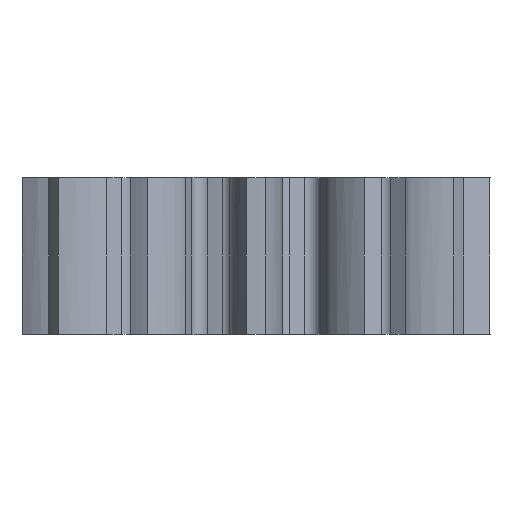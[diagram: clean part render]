
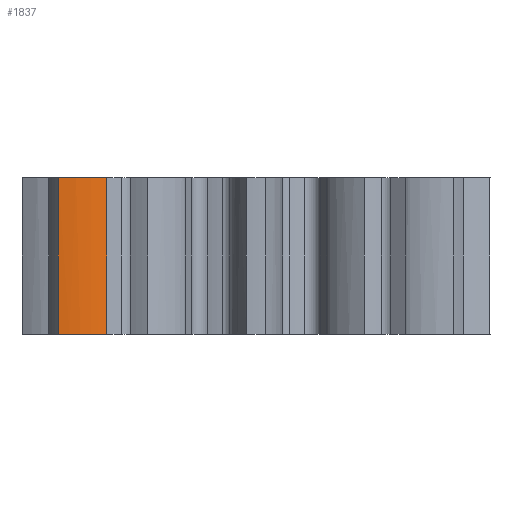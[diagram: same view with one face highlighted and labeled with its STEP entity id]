
A CAD part, front view. The second image highlights one B-rep face of the part: STEP entity #1837.
In plain terms, the highlighted free-form (B-spline) face has degree [3, 1] with [13, 2] control points.
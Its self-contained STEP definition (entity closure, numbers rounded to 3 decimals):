
#208=FACE_OUTER_BOUND('',#307,.T.);
#307=EDGE_LOOP('',(#1285,#1286,#1287,#1288));
#416=LINE('',#2906,#561);
#417=LINE('',#2961,#562);
#561=VECTOR('',#2183,10.);
#562=VECTOR('',#2184,10.);
#690=B_SPLINE_CURVE_WITH_KNOTS('',3,(#2934,#2935,#2936,#2937,#2938,#2939,
#2940,#2941,#2942,#2943,#2944,#2945,#2946),.UNSPECIFIED.,.F.,.F.,(4,3,3,
3,4),(-0.99,-0.958,-0.401,-0.127,
0.),.UNSPECIFIED.);
#691=B_SPLINE_CURVE_WITH_KNOTS('',3,(#2948,#2949,#2950,#2951,#2952,#2953,
#2954,#2955,#2956,#2957,#2958,#2959,#2960),.UNSPECIFIED.,.F.,.F.,(4,3,3,
3,4),(0.,0.127,0.401,0.958,0.99),
 .UNSPECIFIED.);
#764=VERTEX_POINT('',#2902);
#765=VERTEX_POINT('',#2904);
#766=VERTEX_POINT('',#2933);
#767=VERTEX_POINT('',#2947);
#976=EDGE_CURVE('',#764,#765,#416,.T.);
#977=EDGE_CURVE('',#764,#766,#690,.T.);
#978=EDGE_CURVE('',#767,#765,#691,.T.);
#979=EDGE_CURVE('',#766,#767,#417,.T.);
#1285=ORIENTED_EDGE('',*,*,#977,.F.);
#1286=ORIENTED_EDGE('',*,*,#976,.T.);
#1287=ORIENTED_EDGE('',*,*,#978,.F.);
#1288=ORIENTED_EDGE('',*,*,#979,.F.);
#1800=B_SPLINE_SURFACE_WITH_KNOTS('',3,1,((#2907,#2908),(#2909,#2910),(#2911,
#2912),(#2913,#2914),(#2915,#2916),(#2917,#2918),(#2919,#2920),(#2921,#2922),
(#2923,#2924),(#2925,#2926),(#2927,#2928),(#2929,#2930),(#2931,#2932)),
 .UNSPECIFIED.,.F.,.F.,.F.,(4,3,3,3,4),(2,2),(0.,0.127,0.401,
0.958,0.99),(0.,0.7),.UNSPECIFIED.);
#1837=ADVANCED_FACE('',(#208),#1800,.T.);
#2183=DIRECTION('',(0.,0.,-1.));
#2184=DIRECTION('',(0.,0.,-1.));
#2902=CARTESIAN_POINT('',(6.766,-14.6,7.));
#2904=CARTESIAN_POINT('',(6.766,-14.6,0.));
#2906=CARTESIAN_POINT('',(6.766,-14.6,7.));
#2907=CARTESIAN_POINT('Ctrl Pts',(8.925,-14.209,7.));
#2908=CARTESIAN_POINT('Ctrl Pts',(8.925,-14.209,0.));
#2909=CARTESIAN_POINT('Ctrl Pts',(8.855,-14.264,7.));
#2910=CARTESIAN_POINT('Ctrl Pts',(8.855,-14.264,0.));
#2911=CARTESIAN_POINT('Ctrl Pts',(8.777,-14.297,7.));
#2912=CARTESIAN_POINT('Ctrl Pts',(8.777,-14.297,0.));
#2913=CARTESIAN_POINT('Ctrl Pts',(8.7,-14.331,7.));
#2914=CARTESIAN_POINT('Ctrl Pts',(8.7,-14.331,0.));
#2915=CARTESIAN_POINT('Ctrl Pts',(8.524,-14.411,7.));
#2916=CARTESIAN_POINT('Ctrl Pts',(8.524,-14.411,0.));
#2917=CARTESIAN_POINT('Ctrl Pts',(8.332,-14.467,7.));
#2918=CARTESIAN_POINT('Ctrl Pts',(8.332,-14.467,0.));
#2919=CARTESIAN_POINT('Ctrl Pts',(8.134,-14.51,7.));
#2920=CARTESIAN_POINT('Ctrl Pts',(8.134,-14.51,0.));
#2921=CARTESIAN_POINT('Ctrl Pts',(7.731,-14.598,7.));
#2922=CARTESIAN_POINT('Ctrl Pts',(7.731,-14.598,0.));
#2923=CARTESIAN_POINT('Ctrl Pts',(7.295,-14.626,7.));
#2924=CARTESIAN_POINT('Ctrl Pts',(7.295,-14.626,0.));
#2925=CARTESIAN_POINT('Ctrl Pts',(6.844,-14.604,7.));
#2926=CARTESIAN_POINT('Ctrl Pts',(6.844,-14.604,0.));
#2927=CARTESIAN_POINT('Ctrl Pts',(6.818,-14.603,7.));
#2928=CARTESIAN_POINT('Ctrl Pts',(6.818,-14.603,0.));
#2929=CARTESIAN_POINT('Ctrl Pts',(6.792,-14.602,7.));
#2930=CARTESIAN_POINT('Ctrl Pts',(6.792,-14.602,0.));
#2931=CARTESIAN_POINT('Ctrl Pts',(6.766,-14.6,7.));
#2932=CARTESIAN_POINT('Ctrl Pts',(6.766,-14.6,0.));
#2933=CARTESIAN_POINT('',(8.925,-14.209,7.));
#2934=CARTESIAN_POINT('Ctrl Pts',(6.766,-14.6,7.));
#2935=CARTESIAN_POINT('Ctrl Pts',(6.792,-14.602,7.));
#2936=CARTESIAN_POINT('Ctrl Pts',(6.818,-14.603,7.));
#2937=CARTESIAN_POINT('Ctrl Pts',(6.844,-14.604,7.));
#2938=CARTESIAN_POINT('Ctrl Pts',(7.295,-14.626,7.));
#2939=CARTESIAN_POINT('Ctrl Pts',(7.731,-14.598,7.));
#2940=CARTESIAN_POINT('Ctrl Pts',(8.134,-14.51,7.));
#2941=CARTESIAN_POINT('Ctrl Pts',(8.332,-14.467,7.));
#2942=CARTESIAN_POINT('Ctrl Pts',(8.524,-14.411,7.));
#2943=CARTESIAN_POINT('Ctrl Pts',(8.7,-14.331,7.));
#2944=CARTESIAN_POINT('Ctrl Pts',(8.777,-14.297,7.));
#2945=CARTESIAN_POINT('Ctrl Pts',(8.855,-14.264,7.));
#2946=CARTESIAN_POINT('Ctrl Pts',(8.925,-14.209,7.));
#2947=CARTESIAN_POINT('',(8.925,-14.209,0.));
#2948=CARTESIAN_POINT('Ctrl Pts',(8.925,-14.209,0.));
#2949=CARTESIAN_POINT('Ctrl Pts',(8.855,-14.264,0.));
#2950=CARTESIAN_POINT('Ctrl Pts',(8.777,-14.297,0.));
#2951=CARTESIAN_POINT('Ctrl Pts',(8.7,-14.331,0.));
#2952=CARTESIAN_POINT('Ctrl Pts',(8.524,-14.411,0.));
#2953=CARTESIAN_POINT('Ctrl Pts',(8.332,-14.467,0.));
#2954=CARTESIAN_POINT('Ctrl Pts',(8.134,-14.51,0.));
#2955=CARTESIAN_POINT('Ctrl Pts',(7.731,-14.598,0.));
#2956=CARTESIAN_POINT('Ctrl Pts',(7.295,-14.626,0.));
#2957=CARTESIAN_POINT('Ctrl Pts',(6.844,-14.604,0.));
#2958=CARTESIAN_POINT('Ctrl Pts',(6.818,-14.603,0.));
#2959=CARTESIAN_POINT('Ctrl Pts',(6.792,-14.602,0.));
#2960=CARTESIAN_POINT('Ctrl Pts',(6.766,-14.6,0.));
#2961=CARTESIAN_POINT('',(8.925,-14.209,7.));
